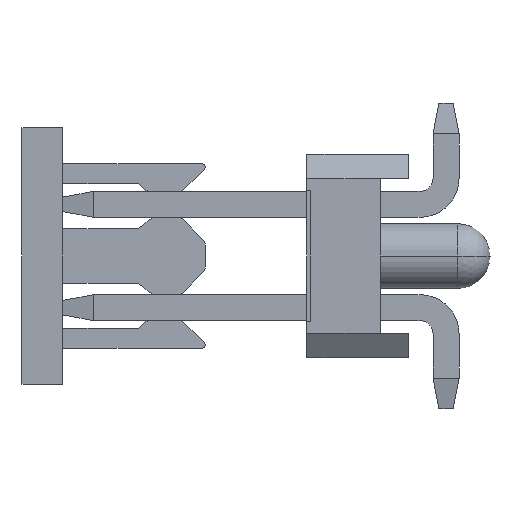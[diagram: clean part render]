
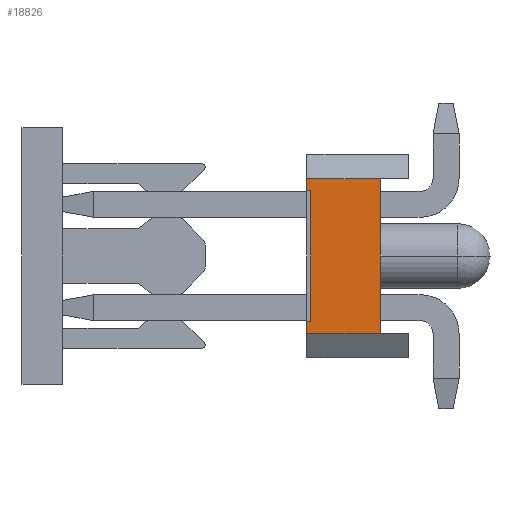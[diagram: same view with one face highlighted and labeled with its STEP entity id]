
A CAD part, left-side view. The second image highlights one B-rep face of the part: STEP entity #18826.
In plain terms, the highlighted planar face has unit normal (-1, 0, 0).
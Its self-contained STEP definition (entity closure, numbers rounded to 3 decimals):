
#18369=CARTESIAN_POINT('',(-1.27,-0.1,1.6));
#18370=VERTEX_POINT('',#18369);
#18387=CARTESIAN_POINT('',(-1.27,-0.1,-1.6));
#18388=VERTEX_POINT('',#18387);
#18395=CARTESIAN_POINT('',(-1.27,-0.1,-1.6));
#18396=DIRECTION('',(0.,0.,1.));
#18397=VECTOR('',#18396,3.2);
#18398=LINE('',#18395,#18397);
#18399=EDGE_CURVE('',#18388,#18370,#18398,.T.);
#18764=CARTESIAN_POINT('',(-1.27,0.,-1.9));
#18765=DIRECTION('',(0.,0.,1.));
#18766=DIRECTION('',(-1.,0.,0.));
#18767=AXIS2_PLACEMENT_3D('',#18764,#18766,#18765);
#18768=PLANE('',#18767);
#18769=CARTESIAN_POINT('',(-1.27,0.,-1.6));
#18770=VERTEX_POINT('',#18769);
#18771=CARTESIAN_POINT('',(-1.27,-0.1,-1.6));
#18772=DIRECTION('',(0.,1.,0.));
#18773=VECTOR('',#18772,0.1);
#18774=LINE('',#18771,#18773);
#18775=EDGE_CURVE('',#18388,#18770,#18774,.T.);
#18776=ORIENTED_EDGE('',*,*,#18775,.T.);
#18777=CARTESIAN_POINT('',(-1.27,0.,-1.9));
#18778=VERTEX_POINT('',#18777);
#18779=CARTESIAN_POINT('',(-1.27,0.,-1.9));
#18780=DIRECTION('',(0.,0.,1.));
#18781=VECTOR('',#18780,0.3);
#18782=LINE('',#18779,#18781);
#18783=EDGE_CURVE('',#18778,#18770,#18782,.T.);
#18784=ORIENTED_EDGE('',*,*,#18783,.F.);
#18785=CARTESIAN_POINT('',(-1.27,-1.8,-1.9));
#18786=VERTEX_POINT('',#18785);
#18787=CARTESIAN_POINT('',(-1.27,0.,-1.9));
#18788=DIRECTION('',(0.,-1.,0.));
#18789=VECTOR('',#18788,1.8);
#18790=LINE('',#18787,#18789);
#18791=EDGE_CURVE('',#18778,#18786,#18790,.T.);
#18792=ORIENTED_EDGE('',*,*,#18791,.T.);
#18793=CARTESIAN_POINT('',(-1.27,-1.8,1.9));
#18794=VERTEX_POINT('',#18793);
#18795=CARTESIAN_POINT('',(-1.27,-1.8,1.9));
#18796=DIRECTION('',(0.,0.,-1.));
#18797=VECTOR('',#18796,3.8);
#18798=LINE('',#18795,#18797);
#18799=EDGE_CURVE('',#18794,#18786,#18798,.T.);
#18800=ORIENTED_EDGE('',*,*,#18799,.F.);
#18801=CARTESIAN_POINT('',(-1.27,0.,1.9));
#18802=VERTEX_POINT('',#18801);
#18803=CARTESIAN_POINT('',(-1.27,-1.8,1.9));
#18804=DIRECTION('',(0.,1.,0.));
#18805=VECTOR('',#18804,1.8);
#18806=LINE('',#18803,#18805);
#18807=EDGE_CURVE('',#18794,#18802,#18806,.T.);
#18808=ORIENTED_EDGE('',*,*,#18807,.T.);
#18809=CARTESIAN_POINT('',(-1.27,0.,1.6));
#18810=VERTEX_POINT('',#18809);
#18811=CARTESIAN_POINT('',(-1.27,0.,1.6));
#18812=DIRECTION('',(0.,0.,1.));
#18813=VECTOR('',#18812,0.3);
#18814=LINE('',#18811,#18813);
#18815=EDGE_CURVE('',#18810,#18802,#18814,.T.);
#18816=ORIENTED_EDGE('',*,*,#18815,.F.);
#18817=CARTESIAN_POINT('',(-1.27,0.,1.6));
#18818=DIRECTION('',(0.,-1.,0.));
#18819=VECTOR('',#18818,0.1);
#18820=LINE('',#18817,#18819);
#18821=EDGE_CURVE('',#18810,#18370,#18820,.T.);
#18822=ORIENTED_EDGE('',*,*,#18821,.T.);
#18823=ORIENTED_EDGE('',*,*,#18399,.F.);
#18824=EDGE_LOOP('',(#18776,#18784,#18792,#18800,#18808,#18816,#18822,#18823));
#18825=FACE_OUTER_BOUND('',#18824,.T.);
#18826=ADVANCED_FACE('',(#18825),#18768,.T.);
